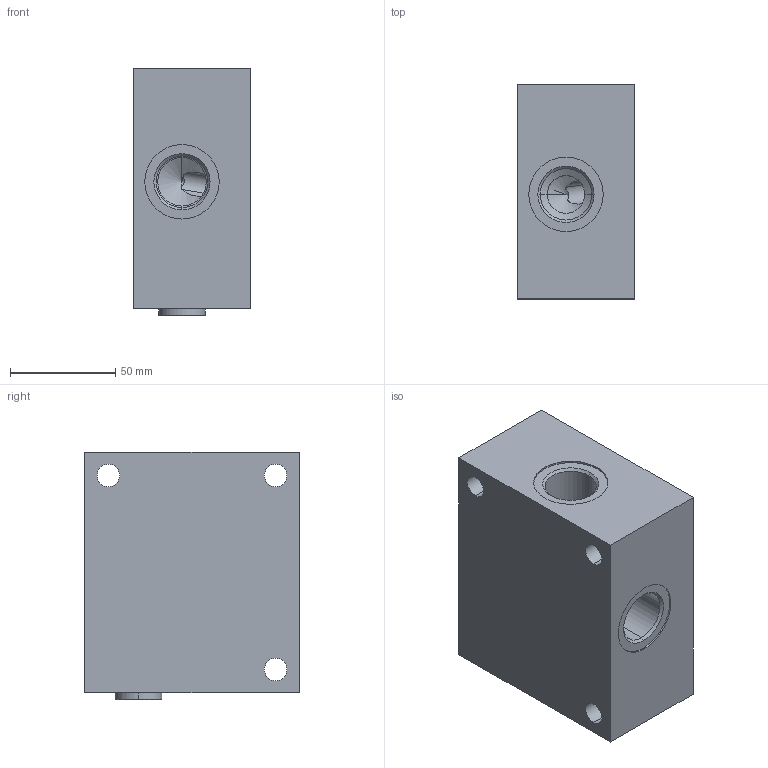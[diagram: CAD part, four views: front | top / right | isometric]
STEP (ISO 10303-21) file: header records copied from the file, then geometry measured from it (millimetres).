
FILE_DESCRIPTION((''),'2;1');
FILE_NAME('X8A_ASM','2019-08-23T',('ProEService'),(''),'PRO/ENGINEER BY PARAMETRIC TECHNOLOGY CORPORATION, 2014200','PRO/ENGINEER BY PARAMETRIC TECHNOLOGY CORPORATION, 2014200','');
FILE_SCHEMA(('CONFIG_CONTROL_DESIGN'));
Length unit declared in the file: inch
Products named in the file (3): 157-963-003; A330-006-008; X8A_ASM
Assembly tree (2 placements, depth 2):
  X8A_ASM
    157-963-003
    A330-006-008
Bounding box: 55.58 x 101.6 x 117.63 mm (x, y, z)
Volume: 521867.3 mm3; surface area: 74032.3 mm2
Topology: 2 solids, 3 shells, 173 faces, 678 edges, 631 vertices
Faces by surface type: cylinder 73, cone 65, plane 29, torus 6
Entity records: 8057 total; most frequent: CARTESIAN_POINT 2534, DIRECTION 1176, ORIENTED_EDGE 864, EDGE_CURVE 432, VECTOR 406, LINE 406, AXIS2_PLACEMENT_3D 385, VERTEX_POINT 276
